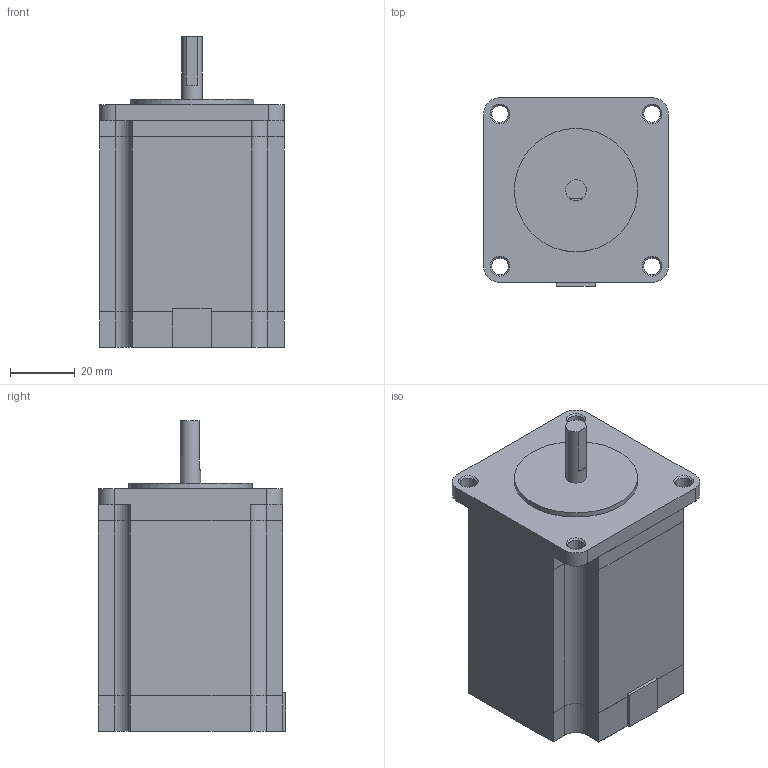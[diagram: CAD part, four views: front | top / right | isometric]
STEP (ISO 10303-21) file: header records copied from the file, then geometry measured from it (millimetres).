
FILE_DESCRIPTION(('FreeCAD Model'),'2;1');
FILE_NAME('23HS30-2804S (Nema 23).step','2015-11-22T15:10:15',('Author'),(''), 'Open CASCADE STEP processor 6.7','FreeCAD','Unknown');
FILE_SCHEMA(('AUTOMOTIVE_DESIGN_CC2 { 1 2 10303 214 -1 1 5 4 }'));
Length unit declared in the file: millimetre
Products named in the file (1): 23HS30-2804S_(Nema23)
Bounding box: 57 x 58.02 x 96 mm (x, y, z)
Volume: 250643.4 mm3; surface area: 45607.9 mm2
Topology: 5 solids, 5 shells, 103 faces, 274 edges, 182 vertices
Faces by surface type: plane 73, cylinder 26, cone 4
Full cylindrical faces by diameter (mm): 5.1 x4, 6.35 x1, 38.1 x1
Entity records: 7482 total; most frequent: CARTESIAN_POINT 1399, DIRECTION 952, LINE 605, VECTOR 605, ORIENTED_EDGE 548, PCURVE 548, DEFINITIONAL_REPRESENTATION 548, EDGE_CURVE 274
